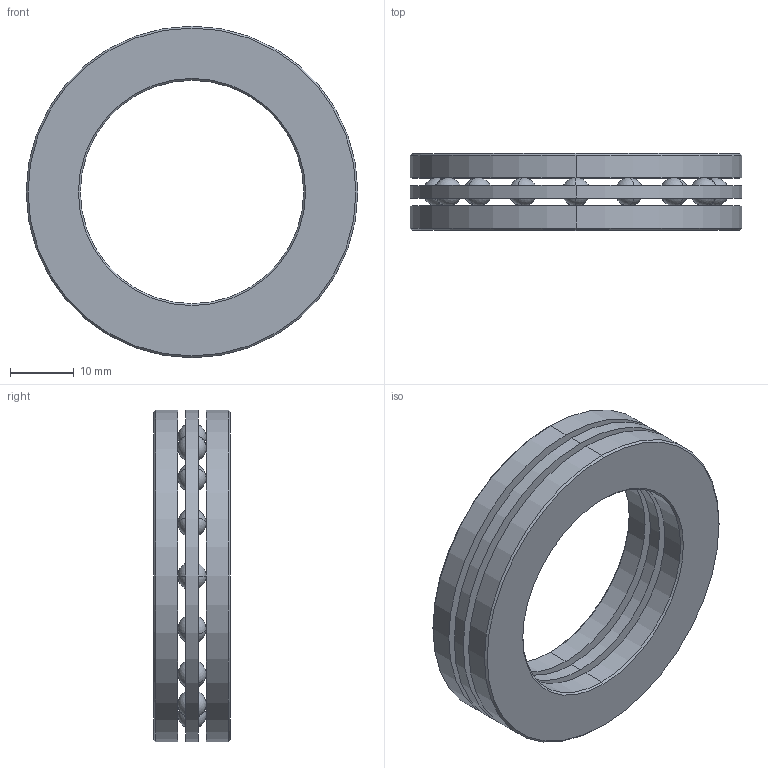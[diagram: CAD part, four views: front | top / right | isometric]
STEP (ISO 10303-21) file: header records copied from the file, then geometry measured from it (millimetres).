
FILE_DESCRIPTION(('FreeCAD Model'),'2;1');
FILE_NAME('Open CASCADE Shape Model','2021-05-01T14:33:51',(''),(''), 'Open CASCADE STEP processor 7.5','FreeCAD','Unknown');
FILE_SCHEMA(('AUTOMOTIVE_DESIGN { 1 0 10303 214 1 1 1 1 }'));
Length unit declared in the file: millimetre
Products named in the file (1): Thrust Bearing 35x52x12mm_Thrust Bearing 35x52x12mm001
Bounding box: 52 x 12 x 52 mm (x, y, z)
Volume: 11387.4 mm3; surface area: 10526.9 mm2
Topology: 19 solids, 19 shells, 90 faces, 1100 edges, 3056 vertices
Faces by surface type: sphere 64, cylinder 12, cone 8, plane 6
Entity records: 23445 total; most frequent: CARTESIAN_POINT 11167, DIRECTION 2086, AXIS2_PLACEMENT_3D 811, CIRCLE 740, GEOMETRIC_CURVE_SET 713, ORIENTED_EDGE 648, PCURVE 648, DEFINITIONAL_REPRESENTATION 648
